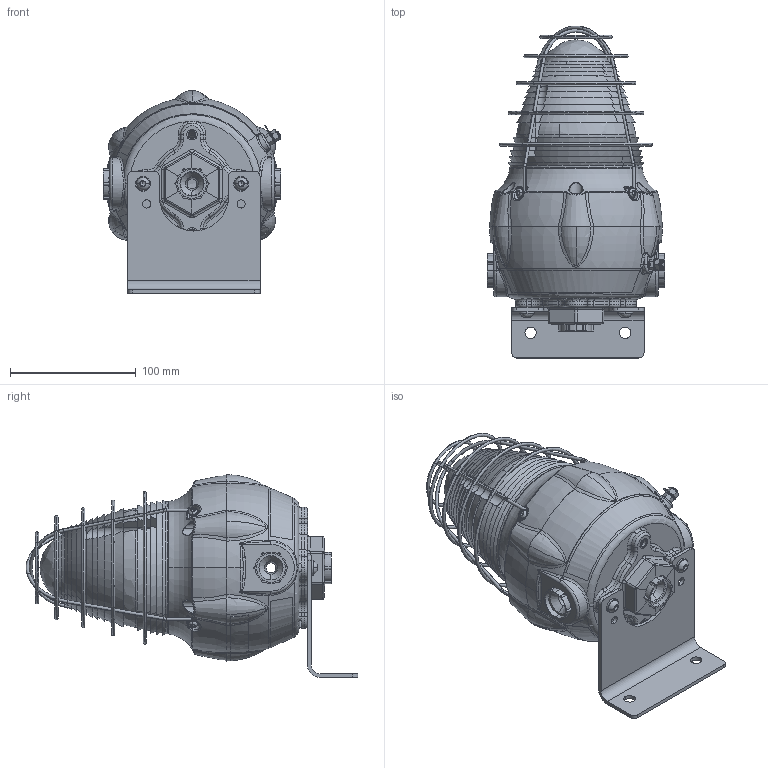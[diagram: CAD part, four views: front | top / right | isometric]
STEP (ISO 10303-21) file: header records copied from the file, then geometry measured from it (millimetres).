
FILE_DESCRIPTION (( 'STEP AP203' ), '1' );
FILE_NAME ('FX15 mit L-Bügel.STEP', '2017-05-04T12:13:28', ( '' ), ( '' ), 'SwSTEP 2.0', 'SolidWorks 2016', '' );
FILE_SCHEMA (( 'CONFIG_CONTROL_DESIGN' ));
Length unit declared in the file: millimetre
Products named in the file (1): FX15 mit L-Bügel
Bounding box: 140.79 x 263.41 x 160.99 mm (x, y, z)
Surface area: 165968.7 mm2 (no closed solid volume)
Topology: 0 solids, 71 shells, 921 faces, 2763 edges, 1852 vertices
Faces by surface type: cylinder 274, plane 189, torus 177, bspline 171, cone 89, sphere 21
Entity records: 46218 total; most frequent: CARTESIAN_POINT 22996, DIRECTION 4707, ORIENTED_EDGE 4693, EDGE_CURVE 2747, AXIS2_PLACEMENT_3D 2018, VERTEX_POINT 1852, CIRCLE 1267, EDGE_LOOP 996
